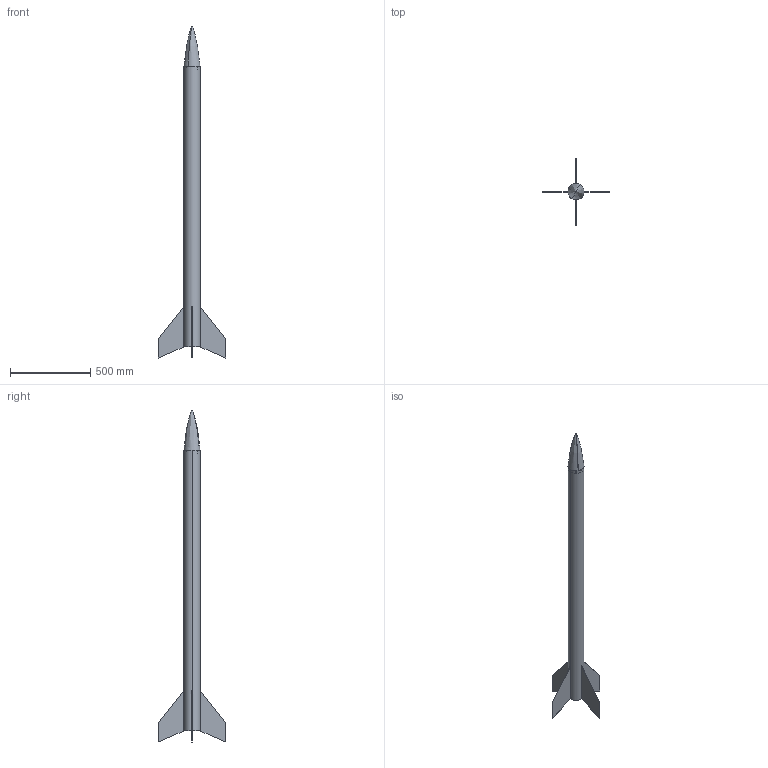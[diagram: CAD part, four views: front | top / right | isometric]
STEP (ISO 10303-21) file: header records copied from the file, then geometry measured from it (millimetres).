
FILE_DESCRIPTION(('CATIA V5 STEP Exchange'),'2;1');
FILE_NAME('OneDrive - Université d''Orléans\Space''INDRA_V0.1.stp','2022-12-01T13:26:53+00:00',('none'),('none'),'CATIA Version 5 Release 20 GA (IN-10)','CATIA V5 STEP AP203','none');
FILE_SCHEMA(('CONFIG_CONTROL_DESIGN'));
Length unit declared in the file: millimetre
Products named in the file (1): INDRA
Assembly tree (6 placements, depth 2):
  INDRA
    #58
    #733
    #5727  x2
    #5902  x2
Bounding box: 417.98 x 417.98 x 2069.02 mm (x, y, z)
Volume: 1012276.6 mm3; surface area: 1444202.9 mm2
Topology: 7 solids, 7 shells, 74 faces, 187 edges, 375 vertices
Faces by surface type: plane 44, cylinder 24, revolution 4, cone 2
Entity records: 6084 total; most frequent: CARTESIAN_POINT 4560, ORIENTED_EDGE 316, DIRECTION 215, EDGE_CURVE 158, VERTEX_POINT 106, VECTOR 83, LINE 83, AXIS2_PLACEMENT_3D 82
